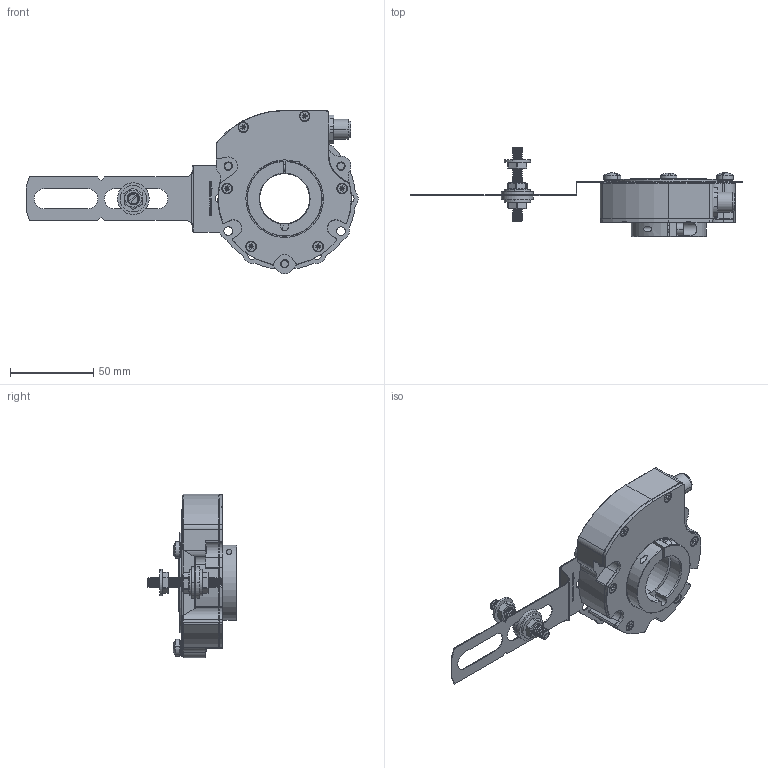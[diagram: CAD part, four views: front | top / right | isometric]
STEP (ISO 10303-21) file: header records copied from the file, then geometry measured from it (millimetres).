
FILE_DESCRIPTION (( 'STEP AP203' ), '1' );
FILE_NAME ('M071_LP35-S-P-XP-H30S-28-V-SM12-T2.STEP', '2018-07-13T08:12:03', ( '' ), ( '' ), 'SwSTEP 2.0', 'SolidWorks 2016', '' );
FILE_SCHEMA (( 'CONFIG_CONTROL_DESIGN' ));
Length unit declared in the file: millimetre
Products named in the file (1): M071_LP35-S-P-XP-H30S-28-V-SM12-T2
Bounding box: 198.98 x 53.52 x 98 mm (x, y, z)
Surface area: 51259.1 mm2 (no closed solid volume)
Topology: 0 solids, 44 shells, 775 faces, 3621 edges, 2910 vertices
Faces by surface type: cylinder 308, plane 305, cone 140, torus 13, bspline 9
Entity records: 46540 total; most frequent: CARTESIAN_POINT 18867, ORIENTED_EDGE 5499, DIRECTION 5451, EDGE_CURVE 3621, VERTEX_POINT 2910, AXIS2_PLACEMENT_3D 1857, VECTOR 1737, LINE 1737
